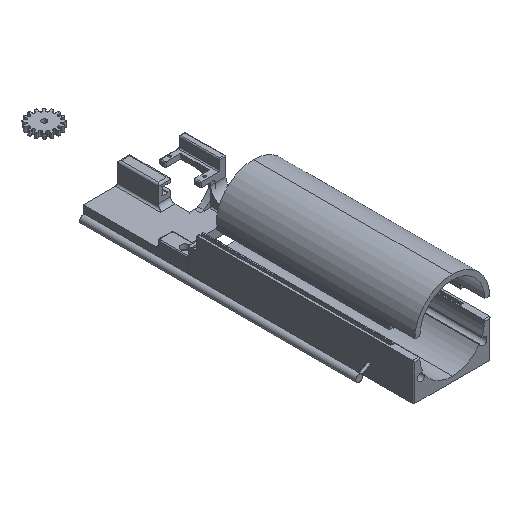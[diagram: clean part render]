
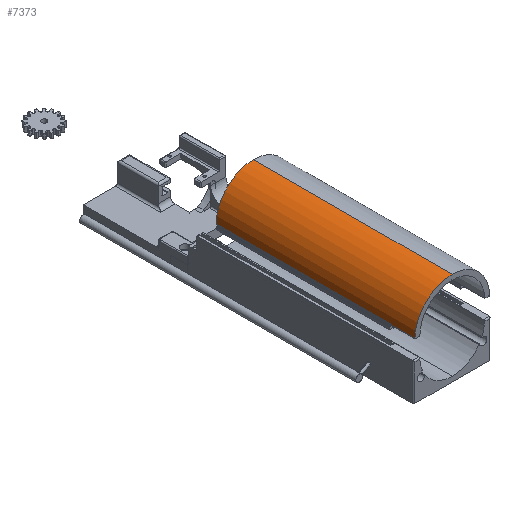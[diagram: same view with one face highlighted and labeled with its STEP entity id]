
A CAD part, isometric view. The second image highlights one B-rep face of the part: STEP entity #7373.
In plain terms, the highlighted cylindrical face has radius 30 mm (diameter 60 mm), a partial arc.
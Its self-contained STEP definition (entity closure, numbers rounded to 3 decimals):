
#501=FACE_OUTER_BOUND('',#915,.T.);
#915=EDGE_LOOP('',(#5571,#5572,#5573,#5574));
#1327=CIRCLE('',#7921,30.);
#1328=CIRCLE('',#7922,30.);
#1781=LINE('',#11606,#2456);
#1816=LINE('',#11718,#2491);
#2456=VECTOR('',#9083,10.);
#2491=VECTOR('',#9196,10.);
#3132=VERTEX_POINT('',#11604);
#3133=VERTEX_POINT('',#11605);
#3170=VERTEX_POINT('',#11715);
#3171=VERTEX_POINT('',#11717);
#3995=EDGE_CURVE('',#3132,#3133,#1781,.T.);
#4050=EDGE_CURVE('',#3170,#3132,#1327,.T.);
#4051=EDGE_CURVE('',#3171,#3170,#1816,.T.);
#4052=EDGE_CURVE('',#3171,#3133,#1328,.T.);
#5571=ORIENTED_EDGE('',*,*,#3995,.F.);
#5572=ORIENTED_EDGE('',*,*,#4050,.F.);
#5573=ORIENTED_EDGE('',*,*,#4051,.F.);
#5574=ORIENTED_EDGE('',*,*,#4052,.T.);
#7100=CYLINDRICAL_SURFACE('',#7920,30.);
#7373=ADVANCED_FACE('',(#501),#7100,.T.);
#7920=AXIS2_PLACEMENT_3D('',#11714,#9192,#9193);
#7921=AXIS2_PLACEMENT_3D('',#11716,#9194,#9195);
#7922=AXIS2_PLACEMENT_3D('',#11719,#9197,#9198);
#9083=DIRECTION('',(0.,-1.,0.));
#9192=DIRECTION('center_axis',(0.,1.,0.));
#9193=DIRECTION('ref_axis',(1.,0.,0.));
#9194=DIRECTION('center_axis',(0.,1.,0.));
#9195=DIRECTION('ref_axis',(1.,0.,0.));
#9196=DIRECTION('',(0.,1.,0.));
#9197=DIRECTION('center_axis',(0.,1.,0.));
#9198=DIRECTION('ref_axis',(1.,0.,0.));
#11604=CARTESIAN_POINT('',(132.155,4.052,94.019));
#11605=CARTESIAN_POINT('',(132.155,-155.948,94.019));
#11606=CARTESIAN_POINT('',(132.155,-155.948,94.019));
#11714=CARTESIAN_POINT('Origin',(132.117,-155.948,64.019));
#11715=CARTESIAN_POINT('',(102.118,4.052,64.271));
#11716=CARTESIAN_POINT('Origin',(132.117,4.052,64.019));
#11717=CARTESIAN_POINT('',(102.118,-155.948,64.271));
#11718=CARTESIAN_POINT('',(102.118,-155.948,64.271));
#11719=CARTESIAN_POINT('Origin',(132.117,-155.948,64.019));
